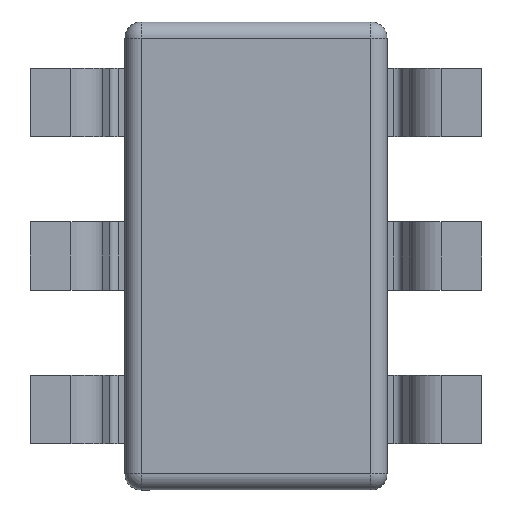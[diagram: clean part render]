
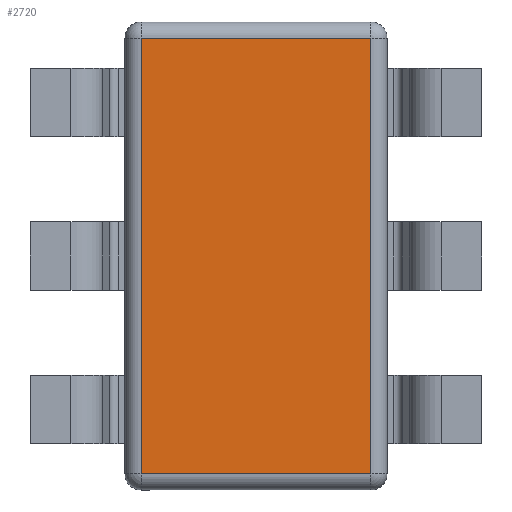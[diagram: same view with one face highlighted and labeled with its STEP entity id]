
A CAD part, front view. The second image highlights one B-rep face of the part: STEP entity #2720.
In plain terms, the highlighted planar face has unit normal (0, -1, 0).
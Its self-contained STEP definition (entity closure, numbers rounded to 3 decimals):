
#22 = DIRECTION ( 'NONE',  ( 0., 0., 1. ) ) ;
#124 = VERTEX_POINT ( 'NONE', #1730 ) ;
#182 = VERTEX_POINT ( 'NONE', #2063 ) ;
#312 = CARTESIAN_POINT ( 'NONE',  ( -0.712, 0.15, -1.35 ) ) ;
#560 = VERTEX_POINT ( 'NONE', #873 ) ;
#623 = ORIENTED_EDGE ( 'NONE', *, *, #2741, .T. ) ;
#734 = EDGE_LOOP ( 'NONE', ( #2186, #3202, #623, #2134 ) ) ;
#768 = DIRECTION ( 'NONE',  ( -1., 0., 0. ) ) ;
#873 = CARTESIAN_POINT ( 'NONE',  ( 0.712, 0.15, 1.35 ) ) ;
#923 = VECTOR ( 'NONE', #1869, 1000. ) ;
#949 = DIRECTION ( 'NONE',  ( 1., 0., 0. ) ) ;
#1052 = LINE ( 'NONE', #2674, #923 ) ;
#1121 = DIRECTION ( 'NONE',  ( 0., 0., -1. ) ) ;
#1341 = AXIS2_PLACEMENT_3D ( 'NONE', #3169, #1853, #768 ) ;
#1353 = VECTOR ( 'NONE', #1121, 1000. ) ;
#1648 = LINE ( 'NONE', #3244, #1353 ) ;
#1729 = LINE ( 'NONE', #2457, #2588 ) ;
#1730 = CARTESIAN_POINT ( 'NONE',  ( -0.713, 0.15, 1.35 ) ) ;
#1853 = DIRECTION ( 'NONE',  ( 0., 1., 0. ) ) ;
#1869 = DIRECTION ( 'NONE',  ( -1., 0., 0. ) ) ;
#1888 = PLANE ( 'NONE',  #1341 ) ;
#2025 = EDGE_CURVE ( 'NONE', #124, #2182, #1648, .T. ) ;
#2063 = CARTESIAN_POINT ( 'NONE',  ( 0.713, 0.15, -1.35 ) ) ;
#2134 = ORIENTED_EDGE ( 'NONE', *, *, #2025, .T. ) ;
#2182 = VERTEX_POINT ( 'NONE', #312 ) ;
#2186 = ORIENTED_EDGE ( 'NONE', *, *, #3378, .T. ) ;
#2457 = CARTESIAN_POINT ( 'NONE',  ( 0.713, 0.15, 0. ) ) ;
#2577 = VECTOR ( 'NONE', #949, 1000. ) ;
#2588 = VECTOR ( 'NONE', #22, 1000. ) ;
#2674 = CARTESIAN_POINT ( 'NONE',  ( 0., 0.15, 1.35 ) ) ;
#2720 = ADVANCED_FACE ( 'NONE', ( #3254 ), #1888, .F. ) ;
#2741 = EDGE_CURVE ( 'NONE', #560, #124, #1052, .T. ) ;
#2813 = EDGE_CURVE ( 'NONE', #182, #560, #1729, .T. ) ;
#2955 = LINE ( 'NONE', #3109, #2577 ) ;
#3109 = CARTESIAN_POINT ( 'NONE',  ( 0., 0.15, -1.35 ) ) ;
#3169 = CARTESIAN_POINT ( 'NONE',  ( 0., 0.15, 0. ) ) ;
#3202 = ORIENTED_EDGE ( 'NONE', *, *, #2813, .T. ) ;
#3244 = CARTESIAN_POINT ( 'NONE',  ( -0.712, 0.15, 0. ) ) ;
#3254 = FACE_OUTER_BOUND ( 'NONE', #734, .T. ) ;
#3378 = EDGE_CURVE ( 'NONE', #2182, #182, #2955, .T. ) ;
